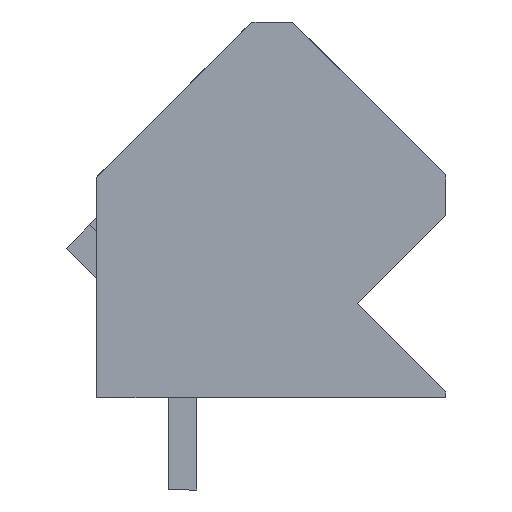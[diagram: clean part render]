
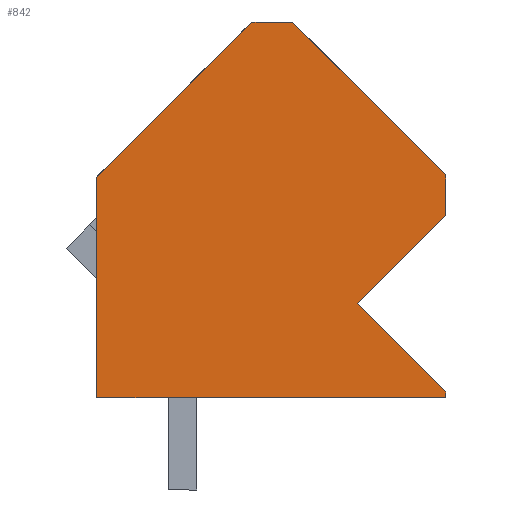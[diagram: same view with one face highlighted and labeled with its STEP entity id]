
A CAD part, left-side view. The second image highlights one B-rep face of the part: STEP entity #842.
In plain terms, the highlighted planar face has unit normal (-1, 0, 0).
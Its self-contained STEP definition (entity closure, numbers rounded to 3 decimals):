
#791=AXIS2_PLACEMENT_3D('Plane Axis2P3D',#788,#789,#790) ;
#255=CARTESIAN_POINT('Vertex',(0.,5.303,16.228)) ;
#258=CARTESIAN_POINT('Line Origine',(0.,2.651,13.577)) ;
#262=CARTESIAN_POINT('Vertex',(0.,0.,10.925)) ;
#543=CARTESIAN_POINT('Vertex',(0.,12.092,10.853)) ;
#546=CARTESIAN_POINT('Line Origine',(0.,9.405,13.541)) ;
#550=CARTESIAN_POINT('Vertex',(0.,6.717,16.228)) ;
#769=CARTESIAN_POINT('Line Origine',(0.,0.,10.218)) ;
#773=CARTESIAN_POINT('Vertex',(0.,0.,9.511)) ;
#788=CARTESIAN_POINT('Axis2P3D Location',(0.,13.152,0.)) ;
#793=CARTESIAN_POINT('Line Origine',(0.,6.046,3.2)) ;
#797=CARTESIAN_POINT('Vertex',(0.,12.092,3.2)) ;
#799=CARTESIAN_POINT('Vertex',(0.,0.,3.2)) ;
#802=CARTESIAN_POINT('Line Origine',(0.,0.,3.3)) ;
#806=CARTESIAN_POINT('Vertex',(0.,0.,3.4)) ;
#809=CARTESIAN_POINT('Line Origine',(0.,1.527,4.928)) ;
#813=CARTESIAN_POINT('Vertex',(0.,3.055,6.455)) ;
#816=CARTESIAN_POINT('Line Origine',(0.,1.527,7.983)) ;
#821=CARTESIAN_POINT('Line Origine',(0.,6.01,16.228)) ;
#826=CARTESIAN_POINT('Line Origine',(0.,12.092,7.027)) ;
#259=DIRECTION('Vector Direction',(0.,0.707,0.707)) ;
#547=DIRECTION('Vector Direction',(0.,0.707,-0.707)) ;
#770=DIRECTION('Vector Direction',(0.,0.,1.)) ;
#789=DIRECTION('Axis2P3D Direction',(-1.,0.,0.)) ;
#790=DIRECTION('Axis2P3D XDirection',(0.,-1.,0.)) ;
#794=DIRECTION('Vector Direction',(0.,-1.,0.)) ;
#803=DIRECTION('Vector Direction',(0.,0.,1.)) ;
#810=DIRECTION('Vector Direction',(0.,0.707,0.707)) ;
#817=DIRECTION('Vector Direction',(0.,-0.707,0.707)) ;
#822=DIRECTION('Vector Direction',(0.,1.,0.)) ;
#827=DIRECTION('Vector Direction',(0.,0.,-1.)) ;
#260=VECTOR('Line Direction',#259,1.) ;
#548=VECTOR('Line Direction',#547,1.) ;
#771=VECTOR('Line Direction',#770,1.) ;
#795=VECTOR('Line Direction',#794,1.) ;
#804=VECTOR('Line Direction',#803,1.) ;
#811=VECTOR('Line Direction',#810,1.) ;
#818=VECTOR('Line Direction',#817,1.) ;
#823=VECTOR('Line Direction',#822,1.) ;
#828=VECTOR('Line Direction',#827,1.) ;
#832=ORIENTED_EDGE('',*,*,#801,.T.) ;
#833=ORIENTED_EDGE('',*,*,#808,.T.) ;
#834=ORIENTED_EDGE('',*,*,#815,.T.) ;
#835=ORIENTED_EDGE('',*,*,#820,.T.) ;
#836=ORIENTED_EDGE('',*,*,#775,.T.) ;
#837=ORIENTED_EDGE('',*,*,#264,.T.) ;
#838=ORIENTED_EDGE('',*,*,#825,.T.) ;
#839=ORIENTED_EDGE('',*,*,#552,.T.) ;
#840=ORIENTED_EDGE('',*,*,#830,.T.) ;
#842=ADVANCED_FACE('HOUSING',(#841),#792,.T.) ;
#264=EDGE_CURVE('',#263,#256,#261,.T.) ;
#552=EDGE_CURVE('',#551,#544,#549,.T.) ;
#775=EDGE_CURVE('',#774,#263,#772,.T.) ;
#801=EDGE_CURVE('',#798,#800,#796,.T.) ;
#808=EDGE_CURVE('',#800,#807,#805,.T.) ;
#815=EDGE_CURVE('',#807,#814,#812,.T.) ;
#820=EDGE_CURVE('',#814,#774,#819,.T.) ;
#825=EDGE_CURVE('',#256,#551,#824,.T.) ;
#830=EDGE_CURVE('',#544,#798,#829,.T.) ;
#831=EDGE_LOOP('',(#832,#833,#834,#835,#836,#837,#838,#839,#840)) ;
#841=FACE_OUTER_BOUND('',#831,.T.) ;
#261=LINE('Line',#258,#260) ;
#549=LINE('Line',#546,#548) ;
#772=LINE('Line',#769,#771) ;
#796=LINE('Line',#793,#795) ;
#805=LINE('Line',#802,#804) ;
#812=LINE('Line',#809,#811) ;
#819=LINE('Line',#816,#818) ;
#824=LINE('Line',#821,#823) ;
#829=LINE('Line',#826,#828) ;
#792=PLANE('',#791) ;
#256=VERTEX_POINT('',#255) ;
#263=VERTEX_POINT('',#262) ;
#544=VERTEX_POINT('',#543) ;
#551=VERTEX_POINT('',#550) ;
#774=VERTEX_POINT('',#773) ;
#798=VERTEX_POINT('',#797) ;
#800=VERTEX_POINT('',#799) ;
#807=VERTEX_POINT('',#806) ;
#814=VERTEX_POINT('',#813) ;
